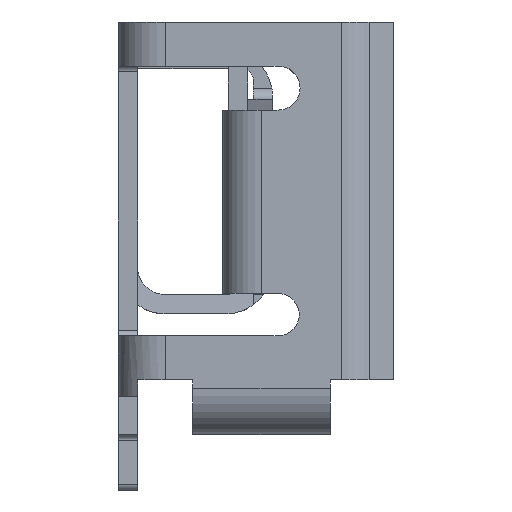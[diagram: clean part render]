
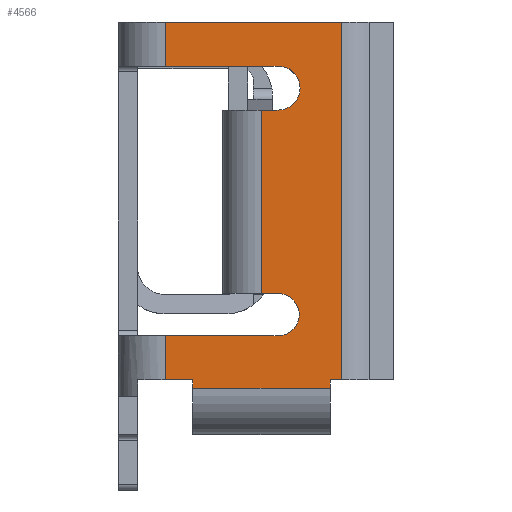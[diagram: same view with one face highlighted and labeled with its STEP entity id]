
A CAD part, left-side view. The second image highlights one B-rep face of the part: STEP entity #4566.
In plain terms, the highlighted planar face has unit normal (-1, 0, 0).
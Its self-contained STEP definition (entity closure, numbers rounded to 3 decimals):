
#416=DIRECTION('',(0.,-1.,0.));
#417=VECTOR('',#416,2.05);
#418=CARTESIAN_POINT('',(-16.,-0.85,-0.8));
#419=LINE('',#418,#417);
#462=DIRECTION('',(0.,1.,0.));
#463=VECTOR('',#462,2.05);
#464=CARTESIAN_POINT('',(-16.,-2.9,-5.7));
#465=LINE('',#464,#463);
#621=DIRECTION('',(0.,0.,1.));
#622=VECTOR('',#621,0.8);
#623=CARTESIAN_POINT('',(-16.,-0.85,-0.8));
#624=LINE('',#623,#622);
#625=DIRECTION('',(0.,-1.,0.));
#626=VECTOR('',#625,3.208);
#627=CARTESIAN_POINT('',(-16.,-0.85,0.));
#628=LINE('',#627,#626);
#629=DIRECTION('',(0.,0.,1.));
#630=VECTOR('',#629,0.8);
#631=CARTESIAN_POINT('',(-16.,-0.85,-6.5));
#632=LINE('',#631,#630);
#633=CARTESIAN_POINT('',(-16.,-2.9,-5.315));
#634=DIRECTION('',(1.,0.,0.));
#635=DIRECTION('',(0.,0.,1.));
#636=AXIS2_PLACEMENT_3D('',#633,#634,#635);
#638=DIRECTION('',(0.,0.,-1.));
#639=VECTOR('',#638,3.33);
#640=CARTESIAN_POINT('',(-16.,-2.595,-1.6));
#641=LINE('',#640,#639);
#642=CARTESIAN_POINT('',(-16.,-2.9,-1.2));
#643=DIRECTION('',(1.,0.,0.));
#644=DIRECTION('',(0.,0.,1.));
#645=AXIS2_PLACEMENT_3D('',#642,#643,#644);
#2206=DIRECTION('',(0.,-1.,0.));
#2207=VECTOR('',#2206,0.208);
#2208=CARTESIAN_POINT('',(-16.,-3.85,-6.5));
#2209=LINE('',#2208,#2207);
#2296=DIRECTION('',(0.,-1.,0.));
#2297=VECTOR('',#2296,0.5);
#2298=CARTESIAN_POINT('',(-16.,-0.85,-6.5));
#2299=LINE('',#2298,#2297);
#2338=DIRECTION('',(0.,0.,-1.));
#2339=VECTOR('',#2338,0.15);
#2340=CARTESIAN_POINT('',(-16.,-3.85,-6.5));
#2341=LINE('',#2340,#2339);
#2416=DIRECTION('',(0.,0.,-1.));
#2417=VECTOR('',#2416,0.15);
#2418=CARTESIAN_POINT('',(-16.,-1.35,-6.5));
#2419=LINE('',#2418,#2417);
#2476=DIRECTION('',(0.,-1.,0.));
#2477=VECTOR('',#2476,2.5);
#2478=CARTESIAN_POINT('',(-16.,-1.35,-6.65));
#2479=LINE('',#2478,#2477);
#2532=DIRECTION('',(0.,0.,-1.));
#2533=VECTOR('',#2532,6.5);
#2534=CARTESIAN_POINT('',(-16.,-4.058,0.));
#2535=LINE('',#2534,#2533);
#2546=DIRECTION('',(0.,1.,0.));
#2547=VECTOR('',#2546,0.305);
#2548=CARTESIAN_POINT('',(-16.,-2.9,-1.6));
#2549=LINE('',#2548,#2547);
#2610=DIRECTION('',(0.,1.,0.));
#2611=VECTOR('',#2610,0.305);
#2612=CARTESIAN_POINT('',(-16.,-2.9,-4.93));
#2613=LINE('',#2612,#2611);
#3136=CARTESIAN_POINT('',(-16.,-4.058,0.));
#3138=VERTEX_POINT('',#3136);
#3160=CARTESIAN_POINT('',(-16.,-4.058,-6.5));
#3162=VERTEX_POINT('',#3160);
#3184=CARTESIAN_POINT('',(-16.,-1.35,-6.65));
#3186=VERTEX_POINT('',#3184);
#3208=CARTESIAN_POINT('',(-16.,-3.85,-6.65));
#3210=VERTEX_POINT('',#3208);
#3220=CARTESIAN_POINT('',(-16.,-1.35,-6.5));
#3222=VERTEX_POINT('',#3220);
#3228=CARTESIAN_POINT('',(-16.,-3.85,-6.5));
#3230=VERTEX_POINT('',#3228);
#3241=CARTESIAN_POINT('',(-16.,-2.9,-0.8));
#3243=VERTEX_POINT('',#3241);
#3249=CARTESIAN_POINT('',(-16.,-2.9,-5.7));
#3251=VERTEX_POINT('',#3249);
#3298=CARTESIAN_POINT('',(-16.,-2.595,-4.93));
#3299=VERTEX_POINT('',#3298);
#3310=CARTESIAN_POINT('',(-16.,-2.595,-1.6));
#3311=VERTEX_POINT('',#3310);
#3312=CARTESIAN_POINT('',(-16.,-2.9,-1.6));
#3313=VERTEX_POINT('',#3312);
#3314=CARTESIAN_POINT('',(-16.,-2.9,-4.93));
#3315=VERTEX_POINT('',#3314);
#3557=CARTESIAN_POINT('',(-16.,-0.85,0.));
#3559=VERTEX_POINT('',#3557);
#3560=CARTESIAN_POINT('',(-16.,-0.85,-0.8));
#3561=VERTEX_POINT('',#3560);
#3565=CARTESIAN_POINT('',(-16.,-0.85,-5.7));
#3567=VERTEX_POINT('',#3565);
#3568=CARTESIAN_POINT('',(-16.,-0.85,-6.5));
#3569=VERTEX_POINT('',#3568);
#4530=CARTESIAN_POINT('',(-16.,0.,-6.8));
#4531=DIRECTION('',(-1.,0.,0.));
#4532=DIRECTION('',(0.,0.,1.));
#4533=AXIS2_PLACEMENT_3D('',#4530,#4531,#4532);
#4534=PLANE('',#4533);
#4536=ORIENTED_EDGE('',*,*,#4535,.T.);
#4538=ORIENTED_EDGE('',*,*,#4537,.T.);
#4540=ORIENTED_EDGE('',*,*,#4539,.T.);
#4542=ORIENTED_EDGE('',*,*,#4541,.F.);
#4544=ORIENTED_EDGE('',*,*,#4543,.T.);
#4546=ORIENTED_EDGE('',*,*,#4545,.F.);
#4548=ORIENTED_EDGE('',*,*,#4547,.F.);
#4550=ORIENTED_EDGE('',*,*,#4549,.F.);
#4551=ORIENTED_EDGE('',*,*,#4517,.T.);
#4552=ORIENTED_EDGE('',*,*,#3996,.F.);
#4554=ORIENTED_EDGE('',*,*,#4553,.F.);
#4556=ORIENTED_EDGE('',*,*,#4555,.T.);
#4558=ORIENTED_EDGE('',*,*,#4557,.F.);
#4560=ORIENTED_EDGE('',*,*,#4559,.F.);
#4562=ORIENTED_EDGE('',*,*,#4561,.F.);
#4563=ORIENTED_EDGE('',*,*,#3898,.F.);
#4564=EDGE_LOOP('',(#4536,#4538,#4540,#4542,#4544,#4546,#4548,#4550,#4551,#4552,
#4554,#4556,#4558,#4560,#4562,#4563));
#4565=FACE_OUTER_BOUND('',#4564,.F.);
#4566=ADVANCED_FACE('',(#4565),#4534,.T.);
#637=CIRCLE('',#636,0.385);
#646=CIRCLE('',#645,0.4);
#3898=EDGE_CURVE('',#3561,#3243,#419,.T.);
#3996=EDGE_CURVE('',#3251,#3567,#465,.T.);
#4517=EDGE_CURVE('',#3569,#3567,#632,.T.);
#4535=EDGE_CURVE('',#3561,#3559,#624,.T.);
#4537=EDGE_CURVE('',#3559,#3138,#628,.T.);
#4539=EDGE_CURVE('',#3138,#3162,#2535,.T.);
#4541=EDGE_CURVE('',#3230,#3162,#2209,.T.);
#4543=EDGE_CURVE('',#3230,#3210,#2341,.T.);
#4545=EDGE_CURVE('',#3186,#3210,#2479,.T.);
#4547=EDGE_CURVE('',#3222,#3186,#2419,.T.);
#4549=EDGE_CURVE('',#3569,#3222,#2299,.T.);
#4553=EDGE_CURVE('',#3315,#3251,#637,.T.);
#4555=EDGE_CURVE('',#3315,#3299,#2613,.T.);
#4557=EDGE_CURVE('',#3311,#3299,#641,.T.);
#4559=EDGE_CURVE('',#3313,#3311,#2549,.T.);
#4561=EDGE_CURVE('',#3243,#3313,#646,.T.);
